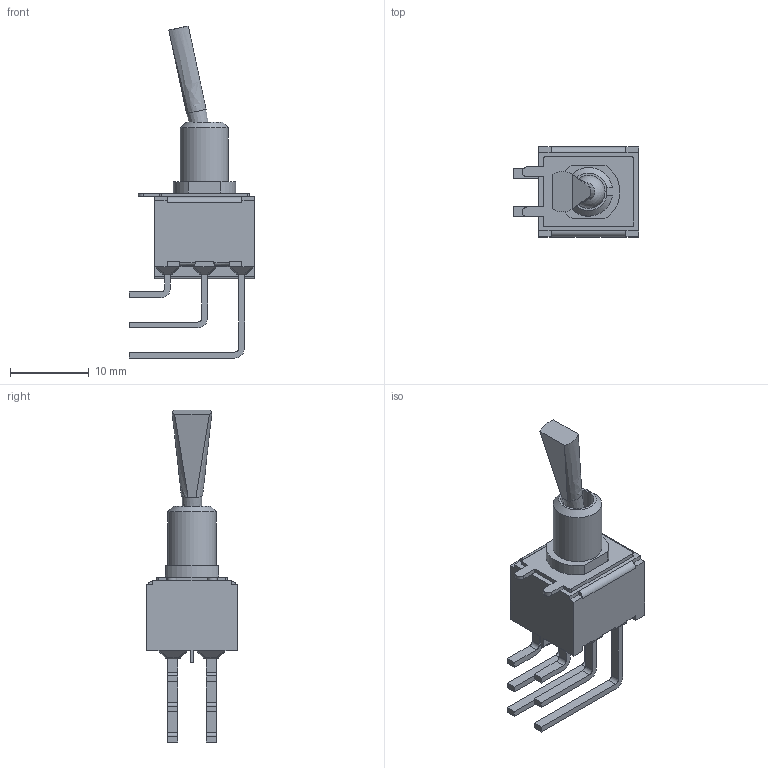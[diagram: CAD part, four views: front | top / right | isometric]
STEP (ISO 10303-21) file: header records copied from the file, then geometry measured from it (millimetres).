
FILE_DESCRIPTION((' '),'2;1');
FILE_NAME('100DPxT6B11M7xE.stp','2017-07-31T10:41:29',(' '),(' '),' ','ACIS',' ');
FILE_SCHEMA(('CONFIG_CONTROL_DESIGN'));
Length unit declared in the file: inch
Products named in the file (1): 100DPxT6B11M7xE.stp
Bounding box: 15.88 x 11.43 x 42.15 mm (x, y, z)
Volume: 1153 mm3; surface area: 2315.5 mm2
Topology: 2 solids, 3 shells, 367 faces, 922 edges, 584 vertices
Faces by surface type: plane 257, cylinder 81, sphere 25, cone 2, bspline 2
Full cylindrical faces by diameter (mm): 4.2 x1
Entity records: 10945 total; most frequent: CARTESIAN_POINT 1973, ORIENTED_EDGE 1834, DIRECTION 1812, EDGE_CURVE 917, VECTOR 742, LINE 742, VERTEX_POINT 582, AXIS2_PLACEMENT_3D 535
